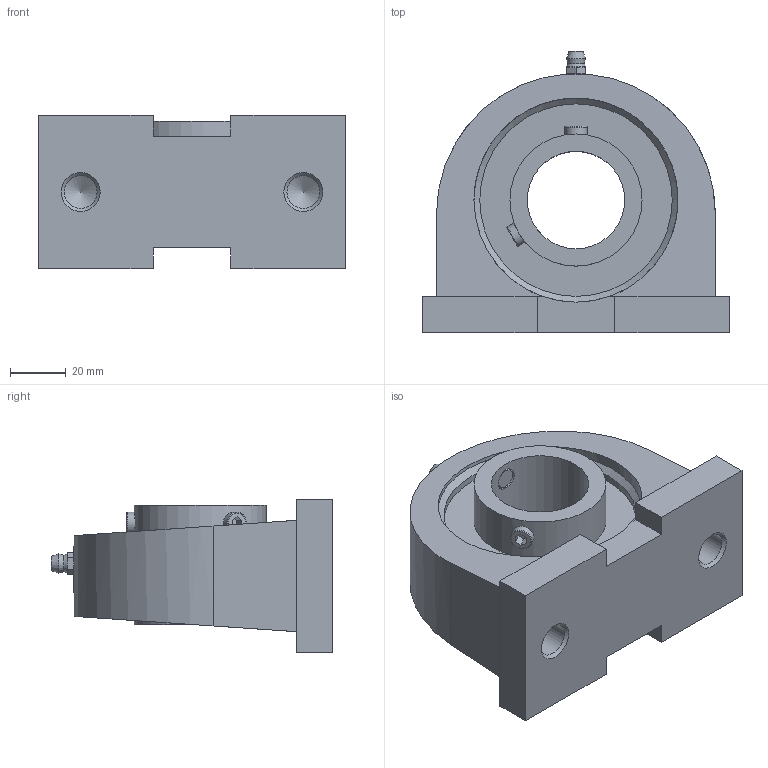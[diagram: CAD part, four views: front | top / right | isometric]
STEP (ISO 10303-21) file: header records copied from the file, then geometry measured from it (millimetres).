
FILE_DESCRIPTION( ( 'STEP AP214' ), ' ' );
FILE_NAME( 'UCPA207J.stp', '2018-05-29T14:59:00', ( '' ), ( '' ), ' ', 'PARTsolutions', ' ' );
FILE_SCHEMA( ( 'AUTOMOTIVE_DESIGN { 1 0 10303 214 1 1 1 1 }' ) );
Length unit declared in the file: millimetre
Products named in the file (2): UCPA207J; _UCPA2072-Housing
Assembly tree (1 placements, depth 2):
  UCPA207J
    _UCPA2072-Housing
Bounding box: 110 x 101.1 x 55 mm (x, y, z)
Volume: 245346.9 mm3; surface area: 44984.2 mm2
Topology: 1 solids, 1 shells, 89 faces, 208 edges, 130 vertices
Faces by surface type: plane 48, cone 23, cylinder 16, torus 2
Full cylindrical faces by diameter (mm): 8 x4, 11.835 x2, 35 x1, 47.45 x2, 69.16 x2, 73.32 x2
Entity records: 3406 total; most frequent: CARTESIAN_POINT 813, DIRECTION 372, ORIENTED_EDGE 342, EDGE_CURVE 171, AXIS2_PLACEMENT_3D 140, EDGE_LOOP 126, VERTEX_POINT 121, FACE_OUTER_BOUND 104
